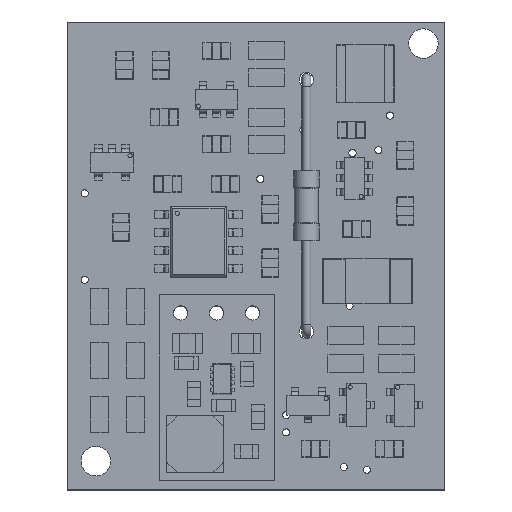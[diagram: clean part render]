
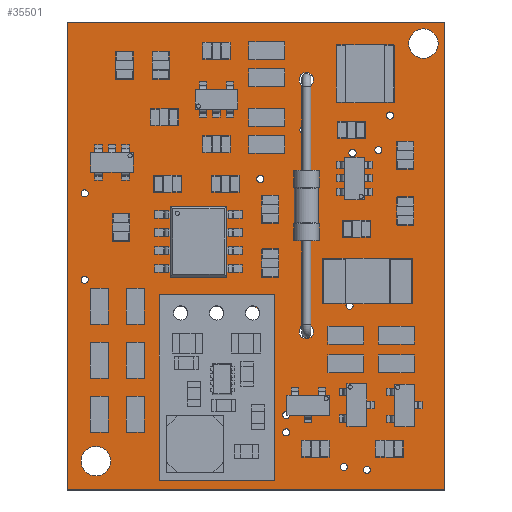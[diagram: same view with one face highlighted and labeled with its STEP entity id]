
A CAD part, top view. The second image highlights one B-rep face of the part: STEP entity #35501.
In plain terms, the highlighted planar face has unit normal (0, 0, 1).
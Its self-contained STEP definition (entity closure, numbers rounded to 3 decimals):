
#2851=FACE_BOUND('',#6366,.T.);
#2852=FACE_BOUND('',#6367,.T.);
#2853=FACE_BOUND('',#6368,.T.);
#2854=FACE_BOUND('',#6369,.T.);
#2855=FACE_BOUND('',#6370,.T.);
#2856=FACE_BOUND('',#6371,.T.);
#2857=FACE_BOUND('',#6372,.T.);
#2858=FACE_BOUND('',#6373,.T.);
#2859=FACE_BOUND('',#6374,.T.);
#2860=FACE_BOUND('',#6375,.T.);
#2861=FACE_BOUND('',#6376,.T.);
#2862=FACE_BOUND('',#6377,.T.);
#2863=FACE_BOUND('',#6378,.T.);
#2864=FACE_BOUND('',#6379,.T.);
#2865=FACE_BOUND('',#6380,.T.);
#2866=FACE_BOUND('',#6381,.T.);
#2867=FACE_BOUND('',#6382,.T.);
#2868=FACE_BOUND('',#6383,.T.);
#2869=FACE_BOUND('',#6384,.T.);
#2870=FACE_BOUND('',#6385,.T.);
#2871=FACE_BOUND('',#6386,.T.);
#3023=PLANE('',#38283);
#4152=FACE_OUTER_BOUND('',#6365,.T.);
#6365=EDGE_LOOP('',(#24914,#24915,#24916,#24917));
#6366=EDGE_LOOP('',(#24918));
#6367=EDGE_LOOP('',(#24919));
#6368=EDGE_LOOP('',(#24920));
#6369=EDGE_LOOP('',(#24921));
#6370=EDGE_LOOP('',(#24922));
#6371=EDGE_LOOP('',(#24923));
#6372=EDGE_LOOP('',(#24924));
#6373=EDGE_LOOP('',(#24925));
#6374=EDGE_LOOP('',(#24926));
#6375=EDGE_LOOP('',(#24927));
#6376=EDGE_LOOP('',(#24928));
#6377=EDGE_LOOP('',(#24929));
#6378=EDGE_LOOP('',(#24930));
#6379=EDGE_LOOP('',(#24931));
#6380=EDGE_LOOP('',(#24932));
#6381=EDGE_LOOP('',(#24933));
#6382=EDGE_LOOP('',(#24934));
#6383=EDGE_LOOP('',(#24935));
#6384=EDGE_LOOP('',(#24936));
#6385=EDGE_LOOP('',(#24937));
#6386=EDGE_LOOP('',(#24938));
#8744=LINE('',#51788,#12124);
#8747=LINE('',#51794,#12127);
#8750=LINE('',#51800,#12130);
#8753=LINE('',#51804,#12133);
#12124=VECTOR('',#41722,10.);
#12127=VECTOR('',#41727,10.);
#12130=VECTOR('',#41732,10.);
#12133=VECTOR('',#41737,10.);
#15481=CIRCLE('',#38217,1.042);
#15483=CIRCLE('',#38220,1.042);
#15486=CIRCLE('',#38224,0.508);
#15488=CIRCLE('',#38227,0.254);
#15490=CIRCLE('',#38230,0.254);
#15492=CIRCLE('',#38233,0.254);
#15494=CIRCLE('',#38236,0.508);
#15496=CIRCLE('',#38239,0.254);
#15498=CIRCLE('',#38242,0.254);
#15500=CIRCLE('',#38245,0.254);
#15502=CIRCLE('',#38248,0.508);
#15504=CIRCLE('',#38251,0.254);
#15506=CIRCLE('',#38254,0.254);
#15508=CIRCLE('',#38257,0.508);
#15510=CIRCLE('',#38260,0.254);
#15512=CIRCLE('',#38263,0.254);
#15514=CIRCLE('',#38266,0.254);
#15516=CIRCLE('',#38269,0.508);
#15518=CIRCLE('',#38272,0.254);
#15520=CIRCLE('',#38275,0.254);
#15522=CIRCLE('',#38278,0.254);
#16731=VERTEX_POINT('',#51656);
#16733=VERTEX_POINT('',#51662);
#16736=VERTEX_POINT('',#51670);
#16738=VERTEX_POINT('',#51676);
#16740=VERTEX_POINT('',#51682);
#16742=VERTEX_POINT('',#51688);
#16744=VERTEX_POINT('',#51694);
#16746=VERTEX_POINT('',#51700);
#16748=VERTEX_POINT('',#51706);
#16750=VERTEX_POINT('',#51712);
#16752=VERTEX_POINT('',#51718);
#16754=VERTEX_POINT('',#51724);
#16756=VERTEX_POINT('',#51730);
#16758=VERTEX_POINT('',#51736);
#16760=VERTEX_POINT('',#51742);
#16762=VERTEX_POINT('',#51748);
#16764=VERTEX_POINT('',#51754);
#16766=VERTEX_POINT('',#51760);
#16768=VERTEX_POINT('',#51766);
#16770=VERTEX_POINT('',#51772);
#16772=VERTEX_POINT('',#51778);
#16775=VERTEX_POINT('',#51785);
#16776=VERTEX_POINT('',#51787);
#16778=VERTEX_POINT('',#51793);
#16780=VERTEX_POINT('',#51799);
#19788=EDGE_CURVE('',#16731,#16731,#15481,.T.);
#19791=EDGE_CURVE('',#16733,#16733,#15483,.T.);
#19796=EDGE_CURVE('',#16736,#16736,#15486,.T.);
#19799=EDGE_CURVE('',#16738,#16738,#15488,.T.);
#19802=EDGE_CURVE('',#16740,#16740,#15490,.T.);
#19805=EDGE_CURVE('',#16742,#16742,#15492,.T.);
#19808=EDGE_CURVE('',#16744,#16744,#15494,.T.);
#19811=EDGE_CURVE('',#16746,#16746,#15496,.T.);
#19814=EDGE_CURVE('',#16748,#16748,#15498,.T.);
#19817=EDGE_CURVE('',#16750,#16750,#15500,.T.);
#19820=EDGE_CURVE('',#16752,#16752,#15502,.T.);
#19823=EDGE_CURVE('',#16754,#16754,#15504,.T.);
#19826=EDGE_CURVE('',#16756,#16756,#15506,.T.);
#19829=EDGE_CURVE('',#16758,#16758,#15508,.T.);
#19832=EDGE_CURVE('',#16760,#16760,#15510,.T.);
#19835=EDGE_CURVE('',#16762,#16762,#15512,.T.);
#19838=EDGE_CURVE('',#16764,#16764,#15514,.T.);
#19841=EDGE_CURVE('',#16766,#16766,#15516,.T.);
#19844=EDGE_CURVE('',#16768,#16768,#15518,.T.);
#19847=EDGE_CURVE('',#16770,#16770,#15520,.T.);
#19850=EDGE_CURVE('',#16772,#16772,#15522,.T.);
#19853=EDGE_CURVE('',#16776,#16775,#8744,.T.);
#19856=EDGE_CURVE('',#16778,#16776,#8747,.T.);
#19859=EDGE_CURVE('',#16780,#16778,#8750,.T.);
#19862=EDGE_CURVE('',#16775,#16780,#8753,.T.);
#24914=ORIENTED_EDGE('',*,*,#19862,.T.);
#24915=ORIENTED_EDGE('',*,*,#19859,.T.);
#24916=ORIENTED_EDGE('',*,*,#19856,.T.);
#24917=ORIENTED_EDGE('',*,*,#19853,.T.);
#24918=ORIENTED_EDGE('',*,*,#19788,.T.);
#24919=ORIENTED_EDGE('',*,*,#19791,.T.);
#24920=ORIENTED_EDGE('',*,*,#19796,.T.);
#24921=ORIENTED_EDGE('',*,*,#19799,.T.);
#24922=ORIENTED_EDGE('',*,*,#19802,.T.);
#24923=ORIENTED_EDGE('',*,*,#19805,.T.);
#24924=ORIENTED_EDGE('',*,*,#19808,.T.);
#24925=ORIENTED_EDGE('',*,*,#19811,.T.);
#24926=ORIENTED_EDGE('',*,*,#19814,.T.);
#24927=ORIENTED_EDGE('',*,*,#19817,.T.);
#24928=ORIENTED_EDGE('',*,*,#19820,.T.);
#24929=ORIENTED_EDGE('',*,*,#19823,.T.);
#24930=ORIENTED_EDGE('',*,*,#19826,.T.);
#24931=ORIENTED_EDGE('',*,*,#19829,.T.);
#24932=ORIENTED_EDGE('',*,*,#19832,.T.);
#24933=ORIENTED_EDGE('',*,*,#19835,.T.);
#24934=ORIENTED_EDGE('',*,*,#19838,.T.);
#24935=ORIENTED_EDGE('',*,*,#19841,.T.);
#24936=ORIENTED_EDGE('',*,*,#19844,.T.);
#24937=ORIENTED_EDGE('',*,*,#19847,.T.);
#24938=ORIENTED_EDGE('',*,*,#19850,.T.);
#35501=ADVANCED_FACE('',(#4152,#2851,#2852,#2853,#2854,#2855,#2856,#2857,
#2858,#2859,#2860,#2861,#2862,#2863,#2864,#2865,#2866,#2867,#2868,#2869,
#2870,#2871),#3023,.T.);
#38217=AXIS2_PLACEMENT_3D('',#51657,#41573,#41574);
#38220=AXIS2_PLACEMENT_3D('',#51663,#41580,#41581);
#38224=AXIS2_PLACEMENT_3D('',#51672,#41590,#41591);
#38227=AXIS2_PLACEMENT_3D('',#51678,#41597,#41598);
#38230=AXIS2_PLACEMENT_3D('',#51684,#41604,#41605);
#38233=AXIS2_PLACEMENT_3D('',#51690,#41611,#41612);
#38236=AXIS2_PLACEMENT_3D('',#51696,#41618,#41619);
#38239=AXIS2_PLACEMENT_3D('',#51702,#41625,#41626);
#38242=AXIS2_PLACEMENT_3D('',#51708,#41632,#41633);
#38245=AXIS2_PLACEMENT_3D('',#51714,#41639,#41640);
#38248=AXIS2_PLACEMENT_3D('',#51720,#41646,#41647);
#38251=AXIS2_PLACEMENT_3D('',#51726,#41653,#41654);
#38254=AXIS2_PLACEMENT_3D('',#51732,#41660,#41661);
#38257=AXIS2_PLACEMENT_3D('',#51738,#41667,#41668);
#38260=AXIS2_PLACEMENT_3D('',#51744,#41674,#41675);
#38263=AXIS2_PLACEMENT_3D('',#51750,#41681,#41682);
#38266=AXIS2_PLACEMENT_3D('',#51756,#41688,#41689);
#38269=AXIS2_PLACEMENT_3D('',#51762,#41695,#41696);
#38272=AXIS2_PLACEMENT_3D('',#51768,#41702,#41703);
#38275=AXIS2_PLACEMENT_3D('',#51774,#41709,#41710);
#38278=AXIS2_PLACEMENT_3D('',#51780,#41716,#41717);
#38283=AXIS2_PLACEMENT_3D('',#51805,#41738,#41739);
#41573=DIRECTION('center_axis',(0.,0.,-1.));
#41574=DIRECTION('ref_axis',(1.,0.,0.));
#41580=DIRECTION('center_axis',(0.,0.,-1.));
#41581=DIRECTION('ref_axis',(1.,0.,0.));
#41590=DIRECTION('center_axis',(0.,0.,-1.));
#41591=DIRECTION('ref_axis',(1.,0.,0.));
#41597=DIRECTION('center_axis',(0.,0.,-1.));
#41598=DIRECTION('ref_axis',(1.,0.,0.));
#41604=DIRECTION('center_axis',(0.,0.,-1.));
#41605=DIRECTION('ref_axis',(1.,0.,0.));
#41611=DIRECTION('center_axis',(0.,0.,-1.));
#41612=DIRECTION('ref_axis',(1.,0.,0.));
#41618=DIRECTION('center_axis',(0.,0.,-1.));
#41619=DIRECTION('ref_axis',(1.,0.,0.));
#41625=DIRECTION('center_axis',(0.,0.,-1.));
#41626=DIRECTION('ref_axis',(1.,0.,0.));
#41632=DIRECTION('center_axis',(0.,0.,-1.));
#41633=DIRECTION('ref_axis',(1.,0.,0.));
#41639=DIRECTION('center_axis',(0.,0.,-1.));
#41640=DIRECTION('ref_axis',(1.,0.,0.));
#41646=DIRECTION('center_axis',(0.,0.,-1.));
#41647=DIRECTION('ref_axis',(1.,0.,0.));
#41653=DIRECTION('center_axis',(0.,0.,-1.));
#41654=DIRECTION('ref_axis',(1.,0.,0.));
#41660=DIRECTION('center_axis',(0.,0.,-1.));
#41661=DIRECTION('ref_axis',(1.,0.,0.));
#41667=DIRECTION('center_axis',(0.,0.,-1.));
#41668=DIRECTION('ref_axis',(1.,0.,0.));
#41674=DIRECTION('center_axis',(0.,0.,-1.));
#41675=DIRECTION('ref_axis',(1.,0.,0.));
#41681=DIRECTION('center_axis',(0.,0.,-1.));
#41682=DIRECTION('ref_axis',(1.,0.,0.));
#41688=DIRECTION('center_axis',(0.,0.,-1.));
#41689=DIRECTION('ref_axis',(1.,0.,0.));
#41695=DIRECTION('center_axis',(0.,0.,-1.));
#41696=DIRECTION('ref_axis',(1.,0.,0.));
#41702=DIRECTION('center_axis',(0.,0.,-1.));
#41703=DIRECTION('ref_axis',(1.,0.,0.));
#41709=DIRECTION('center_axis',(0.,0.,-1.));
#41710=DIRECTION('ref_axis',(1.,0.,0.));
#41716=DIRECTION('center_axis',(0.,0.,-1.));
#41717=DIRECTION('ref_axis',(1.,0.,0.));
#41722=DIRECTION('',(-1.,0.,0.));
#41727=DIRECTION('',(0.,1.,0.));
#41732=DIRECTION('',(1.,0.,0.));
#41737=DIRECTION('',(0.,-1.,0.));
#41738=DIRECTION('center_axis',(0.,0.,1.));
#41739=DIRECTION('ref_axis',(1.,0.,0.));
#51656=CARTESIAN_POINT('',(24.105,31.496,1.57));
#51657=CARTESIAN_POINT('Origin',(25.146,31.496,1.57));
#51662=CARTESIAN_POINT('',(0.991,2.032,1.57));
#51663=CARTESIAN_POINT('Origin',(2.032,2.032,1.57));
#51670=CARTESIAN_POINT('',(12.573,12.446,1.57));
#51672=CARTESIAN_POINT('Origin',(13.081,12.446,1.57));
#51676=CARTESIAN_POINT('',(19.685,13.005,1.57));
#51678=CARTESIAN_POINT('Origin',(19.939,13.005,1.57));
#51682=CARTESIAN_POINT('',(19.279,1.626,1.57));
#51684=CARTESIAN_POINT('Origin',(19.533,1.626,1.57));
#51688=CARTESIAN_POINT('',(13.386,21.946,1.57));
#51690=CARTESIAN_POINT('Origin',(13.64,21.946,1.57));
#51694=CARTESIAN_POINT('',(7.493,12.446,1.57));
#51696=CARTESIAN_POINT('Origin',(8.001,12.446,1.57));
#51700=CARTESIAN_POINT('',(19.888,23.774,1.57));
#51702=CARTESIAN_POINT('Origin',(20.142,23.774,1.57));
#51706=CARTESIAN_POINT('',(15.215,5.283,1.57));
#51708=CARTESIAN_POINT('Origin',(15.469,5.283,1.57));
#51712=CARTESIAN_POINT('',(20.904,1.422,1.57));
#51714=CARTESIAN_POINT('Origin',(21.158,1.422,1.57));
#51718=CARTESIAN_POINT('',(16.383,11.176,1.57));
#51720=CARTESIAN_POINT('Origin',(16.891,11.176,1.57));
#51724=CARTESIAN_POINT('',(22.53,26.416,1.57));
#51726=CARTESIAN_POINT('Origin',(22.784,26.416,1.57));
#51730=CARTESIAN_POINT('',(16.434,25.4,1.57));
#51732=CARTESIAN_POINT('Origin',(16.688,25.4,1.57));
#51736=CARTESIAN_POINT('',(10.033,12.446,1.57));
#51738=CARTESIAN_POINT('Origin',(10.541,12.446,1.57));
#51742=CARTESIAN_POINT('',(0.991,20.93,1.57));
#51744=CARTESIAN_POINT('Origin',(1.245,20.93,1.57));
#51748=CARTESIAN_POINT('',(21.717,23.978,1.57));
#51750=CARTESIAN_POINT('Origin',(21.971,23.978,1.57));
#51754=CARTESIAN_POINT('',(9.728,19.71,1.57));
#51756=CARTESIAN_POINT('Origin',(9.982,19.71,1.57));
#51760=CARTESIAN_POINT('',(16.383,28.956,1.57));
#51762=CARTESIAN_POINT('Origin',(16.891,28.956,1.57));
#51766=CARTESIAN_POINT('',(0.991,14.834,1.57));
#51768=CARTESIAN_POINT('Origin',(1.245,14.834,1.57));
#51772=CARTESIAN_POINT('',(21.717,14.224,1.57));
#51774=CARTESIAN_POINT('Origin',(21.971,14.224,1.57));
#51778=CARTESIAN_POINT('',(15.215,4.064,1.57));
#51780=CARTESIAN_POINT('Origin',(15.469,4.064,1.57));
#51785=CARTESIAN_POINT('',(0.,33.02,1.57));
#51787=CARTESIAN_POINT('',(26.67,33.02,1.57));
#51788=CARTESIAN_POINT('',(26.67,33.02,1.57));
#51793=CARTESIAN_POINT('',(26.67,0.,1.57));
#51794=CARTESIAN_POINT('',(26.67,0.,1.57));
#51799=CARTESIAN_POINT('',(0.,0.,1.57));
#51800=CARTESIAN_POINT('',(0.,0.,1.57));
#51804=CARTESIAN_POINT('',(0.,33.02,1.57));
#51805=CARTESIAN_POINT('Origin',(13.335,16.51,1.57));
